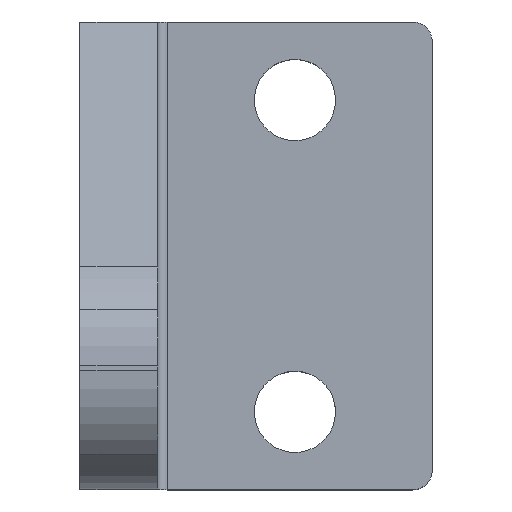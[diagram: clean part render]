
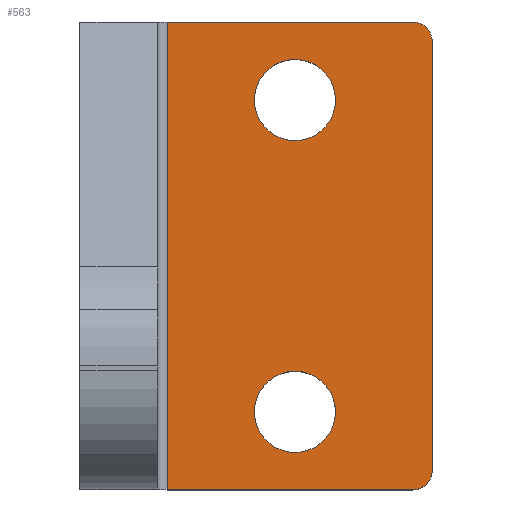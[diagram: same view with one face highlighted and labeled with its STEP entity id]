
A CAD part, top view. The second image highlights one B-rep face of the part: STEP entity #563.
In plain terms, the highlighted planar face has unit normal (0, 0, 1).
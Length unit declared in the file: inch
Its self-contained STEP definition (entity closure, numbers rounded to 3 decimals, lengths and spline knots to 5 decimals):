
#136=CARTESIAN_POINT('',(-0.198,0.55891,0.25));
#137=VERTEX_POINT('',#136);
#146=CARTESIAN_POINT('',(0.062,0.55891,0.25));
#147=VERTEX_POINT('',#146);
#148=CARTESIAN_POINT('',(-0.068,0.55891,0.25));
#149=DIRECTION('',(0.0,0.0,-1.0));
#150=DIRECTION('',(-1.0,0.0,0.0));
#151=AXIS2_PLACEMENT_3D('',#148,#149,#150);
#152=CIRCLE('',#151,0.13);
#153=EDGE_CURVE('',#147,#137,#152,.T.);
#178=CARTESIAN_POINT('',(-0.198,-0.44109,0.25));
#179=VERTEX_POINT('',#178);
#188=CARTESIAN_POINT('',(0.062,-0.44109,0.25));
#189=VERTEX_POINT('',#188);
#190=CARTESIAN_POINT('',(-0.068,-0.44109,0.25));
#191=DIRECTION('',(0.0,0.0,-1.0));
#192=DIRECTION('',(-1.0,0.0,0.0));
#193=AXIS2_PLACEMENT_3D('',#190,#191,#192);
#194=CIRCLE('',#193,0.13);
#195=EDGE_CURVE('',#189,#179,#194,.T.);
#369=CARTESIAN_POINT('',(0.35369,-0.67278,0.25));
#370=VERTEX_POINT('',#369);
#386=CARTESIAN_POINT('',(0.372,-0.62859,0.25));
#387=VERTEX_POINT('',#386);
#394=CARTESIAN_POINT('',(0.3095,-0.62859,0.25));
#395=DIRECTION('',(0.0,0.0,-1.));
#396=DIRECTION('',(0.707,-0.707,0.0));
#397=AXIS2_PLACEMENT_3D('',#394,#395,#396);
#398=CIRCLE('',#397,0.0625);
#399=EDGE_CURVE('',#387,#370,#398,.T.);
#411=CARTESIAN_POINT('',(0.35369,0.79061,0.25));
#412=VERTEX_POINT('',#411);
#428=CARTESIAN_POINT('',(0.3095,0.80891,0.25));
#429=VERTEX_POINT('',#428);
#436=CARTESIAN_POINT('',(0.3095,0.74641,0.25));
#437=DIRECTION('',(0.0,0.0,-1.));
#438=DIRECTION('',(0.707,0.707,0.0));
#439=AXIS2_PLACEMENT_3D('',#436,#437,#438);
#440=CIRCLE('',#439,0.0625);
#441=EDGE_CURVE('',#429,#412,#440,.T.);
#452=CARTESIAN_POINT('',(0.372,0.74641,0.25));
#453=VERTEX_POINT('',#452);
#454=CARTESIAN_POINT('',(0.3095,0.74641,0.25));
#455=DIRECTION('',(0.0,0.0,-1.));
#456=DIRECTION('',(0.707,0.707,0.0));
#457=AXIS2_PLACEMENT_3D('',#454,#455,#456);
#458=CIRCLE('',#457,0.0625);
#459=EDGE_CURVE('',#412,#453,#458,.T.);
#485=CARTESIAN_POINT('',(0.372,0.74641,0.25));
#486=DIRECTION('',(0.0,-1.0,0.0));
#487=VECTOR('',#486,1.375);
#488=LINE('',#485,#487);
#489=EDGE_CURVE('',#453,#387,#488,.T.);
#501=CARTESIAN_POINT('',(-0.193,0.05891,0.25));
#502=DIRECTION('',(0.0,0.0,1.0));
#503=DIRECTION('',(1.0,0.0,0.0));
#504=AXIS2_PLACEMENT_3D('',#501,#502,#503);
#505=PLANE('',#504);
#506=ORIENTED_EDGE('',*,*,#441,.F.);
#507=CARTESIAN_POINT('',(-0.478,0.80891,0.25));
#508=VERTEX_POINT('',#507);
#509=CARTESIAN_POINT('',(-0.478,0.80891,0.25));
#510=DIRECTION('',(1.0,0.0,0.0));
#511=VECTOR('',#510,0.7875);
#512=LINE('',#509,#511);
#513=EDGE_CURVE('',#508,#429,#512,.T.);
#514=ORIENTED_EDGE('',*,*,#513,.F.);
#515=CARTESIAN_POINT('',(-0.478,-0.69109,0.25));
#516=VERTEX_POINT('',#515);
#517=CARTESIAN_POINT('',(-0.478,0.80891,0.25));
#518=DIRECTION('',(0.0,-1.0,0.0));
#519=VECTOR('',#518,1.5);
#520=LINE('',#517,#519);
#521=EDGE_CURVE('',#508,#516,#520,.T.);
#522=ORIENTED_EDGE('',*,*,#521,.T.);
#523=CARTESIAN_POINT('',(0.3095,-0.69109,0.25));
#524=VERTEX_POINT('',#523);
#525=CARTESIAN_POINT('',(0.3095,-0.69109,0.25));
#526=DIRECTION('',(-1.0,0.0,0.0));
#527=VECTOR('',#526,0.7875);
#528=LINE('',#525,#527);
#529=EDGE_CURVE('',#524,#516,#528,.T.);
#530=ORIENTED_EDGE('',*,*,#529,.F.);
#531=CARTESIAN_POINT('',(0.3095,-0.62859,0.25));
#532=DIRECTION('',(0.0,0.0,-1.));
#533=DIRECTION('',(0.707,-0.707,0.0));
#534=AXIS2_PLACEMENT_3D('',#531,#532,#533);
#535=CIRCLE('',#534,0.0625);
#536=EDGE_CURVE('',#370,#524,#535,.T.);
#537=ORIENTED_EDGE('',*,*,#536,.F.);
#538=ORIENTED_EDGE('',*,*,#399,.F.);
#539=ORIENTED_EDGE('',*,*,#489,.F.);
#540=ORIENTED_EDGE('',*,*,#459,.F.);
#541=EDGE_LOOP('',(#506,#514,#522,#530,#537,#538,#539,#540));
#542=FACE_OUTER_BOUND('',#541,.T.);
#543=ORIENTED_EDGE('',*,*,#195,.T.);
#544=CARTESIAN_POINT('',(-0.068,-0.44109,0.25));
#545=DIRECTION('',(0.0,0.0,-1.0));
#546=DIRECTION('',(-1.0,0.0,0.0));
#547=AXIS2_PLACEMENT_3D('',#544,#545,#546);
#548=CIRCLE('',#547,0.13);
#549=EDGE_CURVE('',#179,#189,#548,.T.);
#550=ORIENTED_EDGE('',*,*,#549,.T.);
#551=EDGE_LOOP('',(#543,#550));
#552=FACE_BOUND('',#551,.T.);
#553=ORIENTED_EDGE('',*,*,#153,.T.);
#554=CARTESIAN_POINT('',(-0.068,0.55891,0.25));
#555=DIRECTION('',(0.0,0.0,-1.0));
#556=DIRECTION('',(-1.0,0.0,0.0));
#557=AXIS2_PLACEMENT_3D('',#554,#555,#556);
#558=CIRCLE('',#557,0.13);
#559=EDGE_CURVE('',#137,#147,#558,.T.);
#560=ORIENTED_EDGE('',*,*,#559,.T.);
#561=EDGE_LOOP('',(#553,#560));
#562=FACE_BOUND('',#561,.T.);
#563=ADVANCED_FACE('',(#542,#552,#562),#505,.T.);
